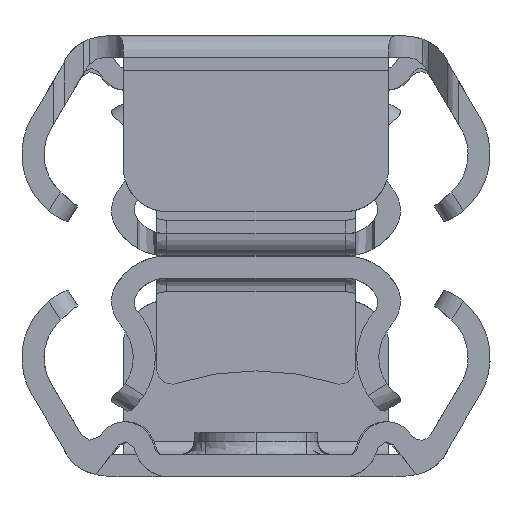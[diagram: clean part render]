
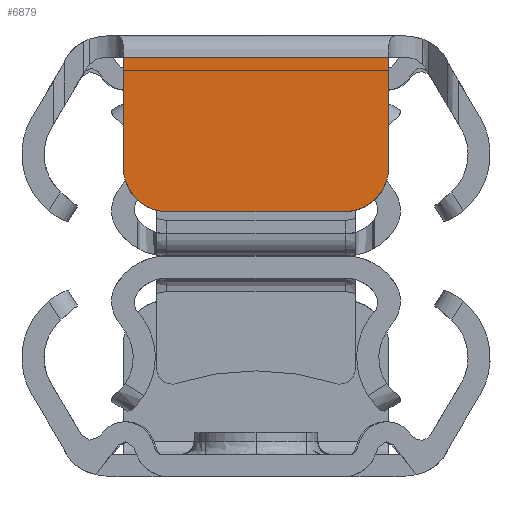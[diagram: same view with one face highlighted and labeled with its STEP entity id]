
A CAD part, left-side view. The second image highlights one B-rep face of the part: STEP entity #6879.
In plain terms, the highlighted face is planar.
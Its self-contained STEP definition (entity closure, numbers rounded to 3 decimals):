
#31 = VERTEX_POINT ( 'NONE', #4806 ) ;
#57 = DIRECTION ( 'NONE',  ( 0., 0., -1. ) ) ;
#152 = EDGE_LOOP ( 'NONE', ( #6586, #1100, #250, #2038, #4901, #6628, #8143, #4020 ) ) ;
#213 = LINE ( 'NONE', #1444, #3190 ) ;
#250 = ORIENTED_EDGE ( 'NONE', *, *, #4716, .F. ) ;
#420 = VERTEX_POINT ( 'NONE', #994 ) ;
#468 = EDGE_CURVE ( 'NONE', #2656, #8744, #7821, .T. ) ;
#681 = VECTOR ( 'NONE', #7123, 1000. ) ;
#739 = CARTESIAN_POINT ( 'NONE',  ( 155., 3.582, 0.96 ) ) ;
#793 = PLANE ( 'NONE',  #4972 ) ;
#934 = DIRECTION ( 'NONE',  ( 0., 0.259, 0.966 ) ) ;
#994 = CARTESIAN_POINT ( 'NONE',  ( 155., 3., 3.132 ) ) ;
#1100 = ORIENTED_EDGE ( 'NONE', *, *, #4391, .F. ) ;
#1401 = CARTESIAN_POINT ( 'NONE',  ( 155., -2.782, 3.661 ) ) ;
#1444 = CARTESIAN_POINT ( 'NONE',  ( 155., -3.65, 0.5 ) ) ;
#1540 = LINE ( 'NONE', #5060, #4012 ) ;
#2038 = ORIENTED_EDGE ( 'NONE', *, *, #2799, .F. ) ;
#2046 = CARTESIAN_POINT ( 'NONE',  ( 155., -2.218, 4. ) ) ;
#2105 = CARTESIAN_POINT ( 'NONE',  ( 155., -3.65, 2.7 ) ) ;
#2223 = CARTESIAN_POINT ( 'NONE',  ( 155., -3., 3.132 ) ) ;
#2452 = CARTESIAN_POINT ( 'NONE',  ( 155., 2.966, 3.259 ) ) ;
#2504 = VERTEX_POINT ( 'NONE', #7475 ) ;
#2537 = CARTESIAN_POINT ( 'NONE',  ( 155., 2.218, 4. ) ) ;
#2656 = VERTEX_POINT ( 'NONE', #4745 ) ;
#2664 = VERTEX_POINT ( 'NONE', #6105 ) ;
#2674 = EDGE_CURVE ( 'NONE', #2664, #5860, #6473, .T. ) ;
#2693 = DIRECTION ( 'NONE',  ( 0., -0.259, 0.966 ) ) ;
#2799 = EDGE_CURVE ( 'NONE', #31, #2504, #213, .T. ) ;
#2815 = VERTEX_POINT ( 'NONE', #2223 ) ;
#2952 = LINE ( 'NONE', #5818, #7881 ) ;
#3047 = DIRECTION ( 'NONE',  ( 0., -1., 0. ) ) ;
#3190 = VECTOR ( 'NONE', #3047, 1000. ) ;
#3360 = VECTOR ( 'NONE', #4130, 1000. ) ;
#3456 = CARTESIAN_POINT ( 'NONE',  ( 155., -2.966, 3.259 ) ) ;
#3777 = CARTESIAN_POINT ( 'NONE',  ( 155., 2.782, 3.661 ) ) ;
#4012 = VECTOR ( 'NONE', #7851, 1000. ) ;
#4020 = ORIENTED_EDGE ( 'NONE', *, *, #7429, .F. ) ;
#4130 = DIRECTION ( 'NONE',  ( 0., 0., 1. ) ) ;
#4220 = DIRECTION ( 'NONE',  ( 1., 0., 0. ) ) ;
#4355 = LINE ( 'NONE', #5803, #681 ) ;
#4391 = EDGE_CURVE ( 'NONE', #2815, #2664, #2952, .T. ) ;
#4468 = CARTESIAN_POINT ( 'NONE',  ( 155., 2.436, 3.926 ) ) ;
#4716 = EDGE_CURVE ( 'NONE', #2504, #2815, #6765, .T. ) ;
#4745 = CARTESIAN_POINT ( 'NONE',  ( 155., 2., 4. ) ) ;
#4806 = CARTESIAN_POINT ( 'NONE',  ( 155., 3., 0.5 ) ) ;
#4829 = CARTESIAN_POINT ( 'NONE',  ( 155., -2., 4. ) ) ;
#4901 = ORIENTED_EDGE ( 'NONE', *, *, #8152, .T. ) ;
#4972 = AXIS2_PLACEMENT_3D ( 'NONE', #2105, #4220, #57 ) ;
#5060 = CARTESIAN_POINT ( 'NONE',  ( 155., 0., 4. ) ) ;
#5419 = CARTESIAN_POINT ( 'NONE',  ( 155., -2., 4. ) ) ;
#5803 = CARTESIAN_POINT ( 'NONE',  ( 155., 3., 0. ) ) ;
#5818 = CARTESIAN_POINT ( 'NONE',  ( 155., -3.582, 0.96 ) ) ;
#5860 = VERTEX_POINT ( 'NONE', #5419 ) ;
#5879 = CARTESIAN_POINT ( 'NONE',  ( 155., 2.909, 3.47 ) ) ;
#6105 = CARTESIAN_POINT ( 'NONE',  ( 155., -2.966, 3.259 ) ) ;
#6243 = LINE ( 'NONE', #739, #6768 ) ;
#6473 = B_SPLINE_CURVE_WITH_KNOTS ( 'NONE', 3,
 ( #3456, #6914, #1401, #8294, #2046, #4829 ),
 .UNSPECIFIED., .F., .F.,
 ( 4, 2, 4 ),
 ( 0., 0.5, 1. ),
 .UNSPECIFIED. ) ;
#6586 = ORIENTED_EDGE ( 'NONE', *, *, #2674, .F. ) ;
#6628 = ORIENTED_EDGE ( 'NONE', *, *, #7256, .T. ) ;
#6765 = LINE ( 'NONE', #7548, #3360 ) ;
#6768 = VECTOR ( 'NONE', #2693, 1000. ) ;
#6879 = ADVANCED_FACE ( 'NONE', ( #7680 ), #793, .T. ) ;
#6914 = CARTESIAN_POINT ( 'NONE',  ( 155., -2.909, 3.47 ) ) ;
#7123 = DIRECTION ( 'NONE',  ( 0., 0., 1. ) ) ;
#7256 = EDGE_CURVE ( 'NONE', #420, #8744, #6243, .T. ) ;
#7429 = EDGE_CURVE ( 'NONE', #5860, #2656, #1540, .T. ) ;
#7475 = CARTESIAN_POINT ( 'NONE',  ( 155., -3., 0.5 ) ) ;
#7548 = CARTESIAN_POINT ( 'NONE',  ( 155., -3., 0. ) ) ;
#7680 = FACE_OUTER_BOUND ( 'NONE', #152, .T. ) ;
#7821 = B_SPLINE_CURVE_WITH_KNOTS ( 'NONE', 3,
 ( #8792, #2537, #4468, #3777, #5879, #8658 ),
 .UNSPECIFIED., .F., .F.,
 ( 4, 2, 4 ),
 ( 0., 0.5, 1. ),
 .UNSPECIFIED. ) ;
#7851 = DIRECTION ( 'NONE',  ( 0., 1., 0. ) ) ;
#7881 = VECTOR ( 'NONE', #934, 1000. ) ;
#8143 = ORIENTED_EDGE ( 'NONE', *, *, #468, .F. ) ;
#8152 = EDGE_CURVE ( 'NONE', #31, #420, #4355, .T. ) ;
#8294 = CARTESIAN_POINT ( 'NONE',  ( 155., -2.436, 3.926 ) ) ;
#8658 = CARTESIAN_POINT ( 'NONE',  ( 155., 2.966, 3.259 ) ) ;
#8744 = VERTEX_POINT ( 'NONE', #2452 ) ;
#8792 = CARTESIAN_POINT ( 'NONE',  ( 155., 2., 4. ) ) ;
